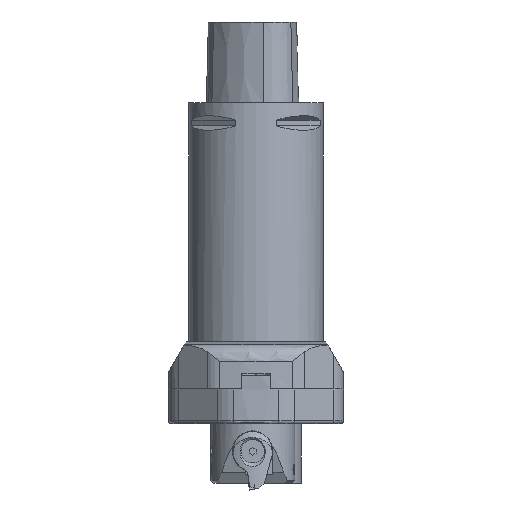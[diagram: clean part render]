
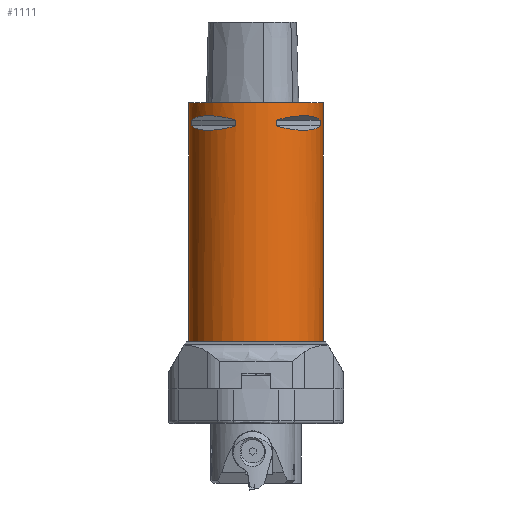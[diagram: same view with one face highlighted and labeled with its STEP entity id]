
A CAD part, left-side view. The second image highlights one B-rep face of the part: STEP entity #1111.
In plain terms, the highlighted cylindrical face has radius 40 mm (diameter 80 mm), a full revolution.
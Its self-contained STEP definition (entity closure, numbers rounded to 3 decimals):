
#1111=ADVANCED_FACE('',(#1955,#1956,#1957,#1958,#1959,#1960),#1577,.T.);
#1577=CYLINDRICAL_SURFACE('',#8851,40.);
#1652=CIRCLE('',#8845,40.);
#1653=CIRCLE('',#8850,40.);
#1955=FACE_BOUND('',#2073,.T.);
#1956=FACE_BOUND('',#2074,.T.);
#1957=FACE_BOUND('',#2075,.T.);
#1958=FACE_BOUND('',#2076,.T.);
#1959=FACE_BOUND('',#2077,.T.);
#1960=FACE_BOUND('',#2078,.T.);
#2073=EDGE_LOOP('',(#2636,#2637,#2638,#2639));
#2074=EDGE_LOOP('',(#2640,#2641,#2642,#2643));
#2075=EDGE_LOOP('',(#2644));
#2076=EDGE_LOOP('',(#2645,#2646,#2647,#2648));
#2077=EDGE_LOOP('',(#2649,#2650,#2651,#2652));
#2078=EDGE_LOOP('',(#2653));
#2602=ELLIPSE('',#8841,46.188,40.);
#2603=ELLIPSE('',#8842,46.188,40.);
#2604=ELLIPSE('',#8843,46.188,40.);
#2605=ELLIPSE('',#8844,46.188,40.);
#2606=ELLIPSE('',#8846,46.188,40.);
#2607=ELLIPSE('',#8847,46.188,40.);
#2608=ELLIPSE('',#8848,46.188,40.);
#2609=ELLIPSE('',#8849,46.188,40.);
#2636=ORIENTED_EDGE('',*,*,#5842,.T.);
#2637=ORIENTED_EDGE('',*,*,#5843,.T.);
#2638=ORIENTED_EDGE('',*,*,#5844,.T.);
#2639=ORIENTED_EDGE('',*,*,#5845,.T.);
#2640=ORIENTED_EDGE('',*,*,#5846,.T.);
#2641=ORIENTED_EDGE('',*,*,#5847,.T.);
#2642=ORIENTED_EDGE('',*,*,#5848,.T.);
#2643=ORIENTED_EDGE('',*,*,#5849,.T.);
#2644=ORIENTED_EDGE('',*,*,#5850,.T.);
#2645=ORIENTED_EDGE('',*,*,#5851,.T.);
#2646=ORIENTED_EDGE('',*,*,#5852,.T.);
#2647=ORIENTED_EDGE('',*,*,#5853,.T.);
#2648=ORIENTED_EDGE('',*,*,#5854,.T.);
#2649=ORIENTED_EDGE('',*,*,#5855,.T.);
#2650=ORIENTED_EDGE('',*,*,#5856,.T.);
#2651=ORIENTED_EDGE('',*,*,#5857,.T.);
#2652=ORIENTED_EDGE('',*,*,#5858,.T.);
#2653=ORIENTED_EDGE('',*,*,#5859,.F.);
#5034=VERTEX_POINT('',#12148);
#5035=VERTEX_POINT('',#12149);
#5036=VERTEX_POINT('',#12151);
#5037=VERTEX_POINT('',#12153);
#5038=VERTEX_POINT('',#12156);
#5039=VERTEX_POINT('',#12157);
#5040=VERTEX_POINT('',#12159);
#5041=VERTEX_POINT('',#12161);
#5042=VERTEX_POINT('',#12164);
#5043=VERTEX_POINT('',#12166);
#5044=VERTEX_POINT('',#12167);
#5045=VERTEX_POINT('',#12169);
#5046=VERTEX_POINT('',#12171);
#5047=VERTEX_POINT('',#12174);
#5048=VERTEX_POINT('',#12175);
#5049=VERTEX_POINT('',#12177);
#5050=VERTEX_POINT('',#12179);
#5051=VERTEX_POINT('',#12182);
#5842=EDGE_CURVE('',#5034,#5035,#7041,.T.);
#5843=EDGE_CURVE('',#5035,#5036,#2602,.T.);
#5844=EDGE_CURVE('',#5036,#5037,#7042,.T.);
#5845=EDGE_CURVE('',#5037,#5034,#2603,.T.);
#5846=EDGE_CURVE('',#5038,#5039,#7043,.T.);
#5847=EDGE_CURVE('',#5039,#5040,#2604,.T.);
#5848=EDGE_CURVE('',#5040,#5041,#7044,.T.);
#5849=EDGE_CURVE('',#5041,#5038,#2605,.T.);
#5850=EDGE_CURVE('',#5042,#5042,#1652,.T.);
#5851=EDGE_CURVE('',#5043,#5044,#7045,.T.);
#5852=EDGE_CURVE('',#5044,#5045,#2606,.T.);
#5853=EDGE_CURVE('',#5045,#5046,#7046,.T.);
#5854=EDGE_CURVE('',#5046,#5043,#2607,.T.);
#5855=EDGE_CURVE('',#5047,#5048,#7047,.T.);
#5856=EDGE_CURVE('',#5048,#5049,#2608,.T.);
#5857=EDGE_CURVE('',#5049,#5050,#7048,.T.);
#5858=EDGE_CURVE('',#5050,#5047,#2609,.T.);
#5859=EDGE_CURVE('',#5051,#5051,#1653,.T.);
#7041=LINE('',#12147,#7844);
#7042=LINE('',#12152,#7845);
#7043=LINE('',#12155,#7846);
#7044=LINE('',#12160,#7847);
#7045=LINE('',#12165,#7848);
#7046=LINE('',#12170,#7849);
#7047=LINE('',#12173,#7850);
#7048=LINE('',#12178,#7851);
#7844=VECTOR('',#9679,1.);
#7845=VECTOR('',#9682,1.);
#7846=VECTOR('',#9685,1.);
#7847=VECTOR('',#9688,1.);
#7848=VECTOR('',#9693,1.);
#7849=VECTOR('',#9696,1.);
#7850=VECTOR('',#9699,1.);
#7851=VECTOR('',#9702,1.);
#8841=AXIS2_PLACEMENT_3D('',#12150,#9680,#9681);
#8842=AXIS2_PLACEMENT_3D('',#12154,#9683,#9684);
#8843=AXIS2_PLACEMENT_3D('',#12158,#9686,#9687);
#8844=AXIS2_PLACEMENT_3D('',#12162,#9689,#9690);
#8845=AXIS2_PLACEMENT_3D('',#12163,#9691,#9692);
#8846=AXIS2_PLACEMENT_3D('',#12168,#9694,#9695);
#8847=AXIS2_PLACEMENT_3D('',#12172,#9697,#9698);
#8848=AXIS2_PLACEMENT_3D('',#12176,#9700,#9701);
#8849=AXIS2_PLACEMENT_3D('',#12180,#9703,#9704);
#8850=AXIS2_PLACEMENT_3D('',#12181,#9705,#9706);
#8851=AXIS2_PLACEMENT_3D('',#12183,#9707,#9708);
#9679=DIRECTION('',(0.,0.,1.));
#9680=DIRECTION('',(-0.354,-0.354,0.866));
#9681=DIRECTION('',(-0.612,-0.612,-0.5));
#9682=DIRECTION('',(0.,0.,-1.));
#9683=DIRECTION('',(-0.354,-0.354,-0.866));
#9684=DIRECTION('',(0.612,0.612,-0.5));
#9685=DIRECTION('',(0.,0.,1.));
#9686=DIRECTION('',(0.354,0.354,0.866));
#9687=DIRECTION('',(0.612,0.612,-0.5));
#9688=DIRECTION('',(0.,0.,-1.));
#9689=DIRECTION('',(0.354,0.354,-0.866));
#9690=DIRECTION('',(-0.612,-0.612,-0.5));
#9691=DIRECTION('',(0.,0.,-1.));
#9692=DIRECTION('',(-1.,0.,0.));
#9693=DIRECTION('',(0.,0.,1.));
#9694=DIRECTION('',(0.354,-0.354,0.866));
#9695=DIRECTION('',(0.612,-0.612,-0.5));
#9696=DIRECTION('',(0.,0.,-1.));
#9697=DIRECTION('',(0.354,-0.354,-0.866));
#9698=DIRECTION('',(-0.612,0.612,-0.5));
#9699=DIRECTION('',(0.,0.,1.));
#9700=DIRECTION('',(-0.354,0.354,0.866));
#9701=DIRECTION('',(-0.612,0.612,-0.5));
#9702=DIRECTION('',(0.,0.,-1.));
#9703=DIRECTION('',(-0.354,0.354,-0.866));
#9704=DIRECTION('',(0.612,-0.612,-0.5));
#9705=DIRECTION('',(0.,0.,-1.));
#9706=DIRECTION('',(-1.,0.,0.));
#9707=DIRECTION('',(0.,0.,-1.));
#9708=DIRECTION('',(-1.,0.,0.));
#12147=CARTESIAN_POINT('',(38.115,12.133,0.));
#12148=CARTESIAN_POINT('',(38.115,12.133,-13.75));
#12149=CARTESIAN_POINT('',(38.115,12.133,-10.25));
#12150=CARTESIAN_POINT('',(0.,0.,-30.764));
#12151=CARTESIAN_POINT('',(12.133,38.115,-10.25));
#12152=CARTESIAN_POINT('',(12.133,38.115,0.));
#12153=CARTESIAN_POINT('',(12.133,38.115,-13.75));
#12154=CARTESIAN_POINT('',(0.,0.,6.764));
#12155=CARTESIAN_POINT('',(-38.115,-12.133,0.));
#12156=CARTESIAN_POINT('',(-38.115,-12.133,-13.75));
#12157=CARTESIAN_POINT('',(-38.115,-12.133,-10.25));
#12158=CARTESIAN_POINT('',(0.,0.,-30.764));
#12159=CARTESIAN_POINT('',(-12.133,-38.115,-10.25));
#12160=CARTESIAN_POINT('',(-12.133,-38.115,0.));
#12161=CARTESIAN_POINT('',(-12.133,-38.115,-13.75));
#12162=CARTESIAN_POINT('',(0.,0.,6.764));
#12163=CARTESIAN_POINT('',(0.,0.,0.));
#12164=CARTESIAN_POINT('',(-40.,0.,0.));
#12165=CARTESIAN_POINT('',(-12.133,38.115,0.));
#12166=CARTESIAN_POINT('',(-12.133,38.115,-13.75));
#12167=CARTESIAN_POINT('',(-12.133,38.115,-10.25));
#12168=CARTESIAN_POINT('',(0.,0.,-30.764));
#12169=CARTESIAN_POINT('',(-38.115,12.133,-10.25));
#12170=CARTESIAN_POINT('',(-38.115,12.133,0.));
#12171=CARTESIAN_POINT('',(-38.115,12.133,-13.75));
#12172=CARTESIAN_POINT('',(0.,0.,6.764));
#12173=CARTESIAN_POINT('',(12.133,-38.115,0.));
#12174=CARTESIAN_POINT('',(12.133,-38.115,-13.75));
#12175=CARTESIAN_POINT('',(12.133,-38.115,-10.25));
#12176=CARTESIAN_POINT('',(0.,0.,-30.764));
#12177=CARTESIAN_POINT('',(38.115,-12.133,-10.25));
#12178=CARTESIAN_POINT('',(38.115,-12.133,0.));
#12179=CARTESIAN_POINT('',(38.115,-12.133,-13.75));
#12180=CARTESIAN_POINT('',(0.,0.,6.764));
#12181=CARTESIAN_POINT('',(0.,0.,-141.9));
#12182=CARTESIAN_POINT('',(-40.,0.,-141.9));
#12183=CARTESIAN_POINT('',(0.,0.,0.));
